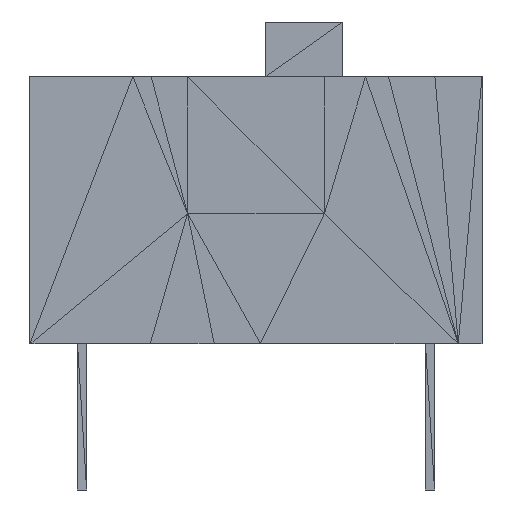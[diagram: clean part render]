
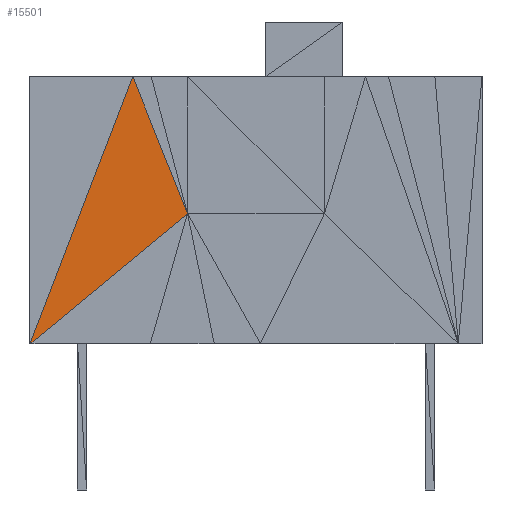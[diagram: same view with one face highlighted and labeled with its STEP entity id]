
A CAD part, left-side view. The second image highlights one B-rep face of the part: STEP entity #15501.
In plain terms, the highlighted planar face has unit normal (-1, 0, 0).
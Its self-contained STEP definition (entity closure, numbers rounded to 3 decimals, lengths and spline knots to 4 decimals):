
#10055=CARTESIAN_POINT('',(-4.49,4.95,0.0));
#10056=VERTEX_POINT('',#10055);
#10705=CARTESIAN_POINT('',(-4.49,1.5,2.85));
#10706=VERTEX_POINT('',#10705);
#10707=CARTESIAN_POINT('',(-4.49,2.6982,5.85));
#10708=VERTEX_POINT('',#10707);
#14903=DIRECTION('',(-1.0,-0.0,-0.0));
#15199=DIRECTION('',(0.0,-0.359,0.933));
#15200=VECTOR('',#15199,1000.0);
#15221=DIRECTION('',(0.0,0.359,-0.933));
#15461=DIRECTION('',(0.0,0.771,-0.637));
#15462=VECTOR('',#15461,1000.0);
#15463=LINE('',#10705,#15462);
#15464=EDGE_CURVE('',#10706,#10056,#15463,.T.);
#15477=LINE('',#10055,#15200);
#15478=EDGE_CURVE('',#10056,#10708,#15477,.T.);
#15490=DIRECTION('',(0.0,0.371,0.929));
#15491=VECTOR('',#15490,1000.0);
#15492=LINE('',#10705,#15491);
#15493=EDGE_CURVE('',#10706,#10708,#15492,.T.);
#15494=ORIENTED_EDGE('',*,*,#15478,.F.);
#15495=ORIENTED_EDGE('',*,*,#15464,.F.);
#15496=ORIENTED_EDGE('',*,*,#15493,.T.);
#15497=AXIS2_PLACEMENT_3D('',#10707,#14903,#15221);
#15498=PLANE('',#15497);
#15499=EDGE_LOOP('',(#15494,#15495,#15496));
#15500=FACE_BOUND('',#15499,.T.);
#15501=ADVANCED_FACE('',(#15500),#15498,.T.);
